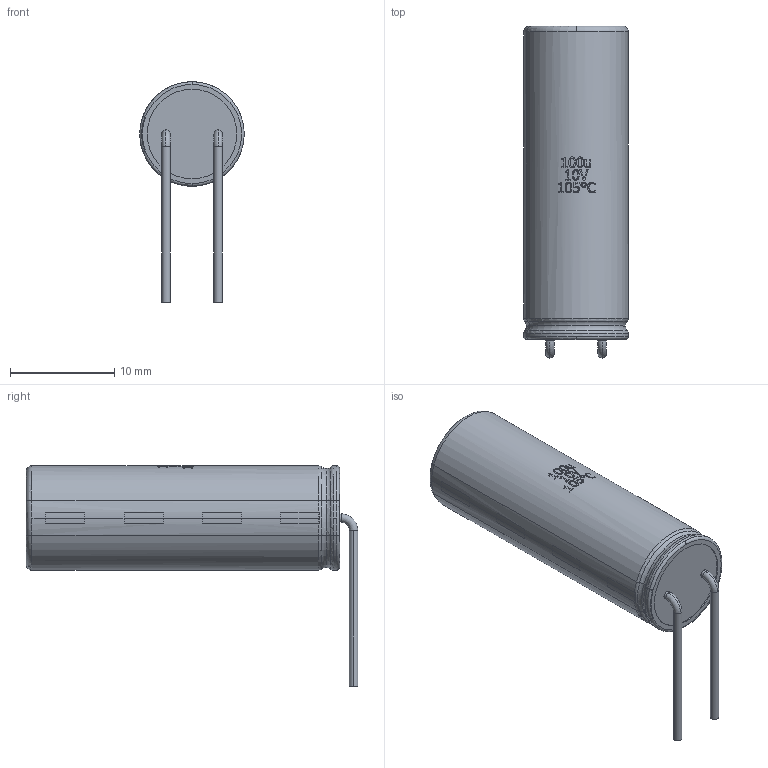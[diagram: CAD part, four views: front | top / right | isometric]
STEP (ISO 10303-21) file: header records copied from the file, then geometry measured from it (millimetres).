
FILE_DESCRIPTION (( 'STEP AP214' ), '1' );
FILE_NAME ('cap_alu_liggende.STEP', '2022-03-03T13:47:18', ( '' ), ( '' ), 'SwSTEP 2.0', 'SolidWorks 2020', '' );
FILE_SCHEMA (( 'AUTOMOTIVE_DESIGN' ));
Length unit declared in the file: millimetre
Products named in the file (1): cap_alu_liggende
Bounding box: 10 x 31.75 x 21.1 mm (x, y, z)
Volume: 2353.9 mm3; surface area: 1184 mm2
Topology: 1 solids, 1 shells, 264 faces, 712 edges, 471 vertices
Faces by surface type: plane 102, bspline 94, cylinder 45, torus 23
Entity records: 12654 total; most frequent: CARTESIAN_POINT 5447, ORIENTED_EDGE 1424, DIRECTION 995, EDGE_CURVE 712, VERTEX_POINT 471, AXIS2_PLACEMENT_3D 344, LINE 307, VECTOR 307
